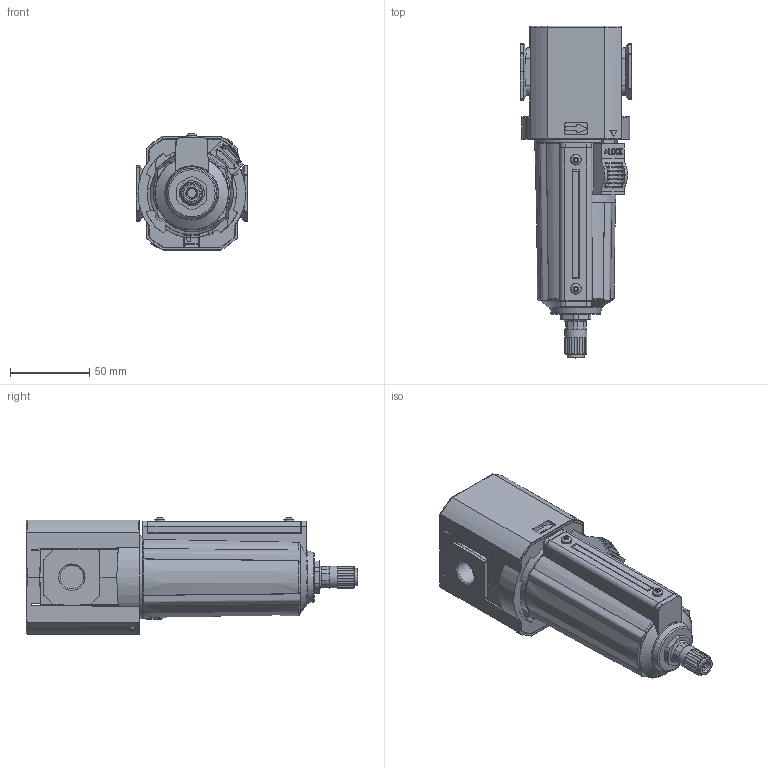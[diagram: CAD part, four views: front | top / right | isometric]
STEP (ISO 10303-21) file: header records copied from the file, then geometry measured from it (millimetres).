
FILE_DESCRIPTION( ( 'STEP AP214' ), '1' );
FILE_NAME( 'F84G-3GN-AD1(0).stp', '2019-03-03T03:40:15', ( '' ), ( '' ), ' ', 'PARTsolutions', ' ' );
FILE_SCHEMA( ( 'AUTOMOTIVE_DESIGN { 1 0 10303 214 1 1 1 1 }' ) );
Length unit declared in the file: millimetre
Products named in the file (7): F84G-3GN-AD1(0); _840001-3-G-F84G; _840036-60_F84G; _840092-89; _840003-56_F84G_B; _840003-54_F84G_D; _840003-51_F84G_S
Assembly tree (6 placements, depth 2):
  F84G-3GN-AD1(0)
    _840001-3-G-F84G
    _840036-60_F84G
    _840092-89
    _840003-56_F84G_B
    _840003-54_F84G_D
    _840003-51_F84G_S
Bounding box: 70.25 x 209.57 x 73.46 mm (x, y, z)
Volume: 471522.1 mm3; surface area: 107821.5 mm2
Topology: 6 solids, 6 shells, 1106 faces, 2982 edges, 1952 vertices
Faces by surface type: plane 551, cylinder 391, cone 75, torus 68, bspline 19, sphere 2
Full cylindrical faces by diameter (mm): 2.85 x2, 4.134 x2, 5.4 x2, 5.6 x1, 6.24 x1, 7 x2, 10.146 x1, 11 x1, 13.9 x1, 14.95 x2, 15.67 x2, 16.075 x1, 19.7 x1, 23.04 x1, 24.609 x1, 25.4 x2, 49.6 x1, 49.75 x1, 51.25 x1, 52.5 x2, 53.9 x1, 62.5 x1
Entity records: 45381 total; most frequent: CARTESIAN_POINT 9136, ORIENTED_EDGE 5744, DIRECTION 5592, EDGE_CURVE 2872, AXIS2_PLACEMENT_3D 2064, VERTEX_POINT 1935, LINE 1464, VECTOR 1464
